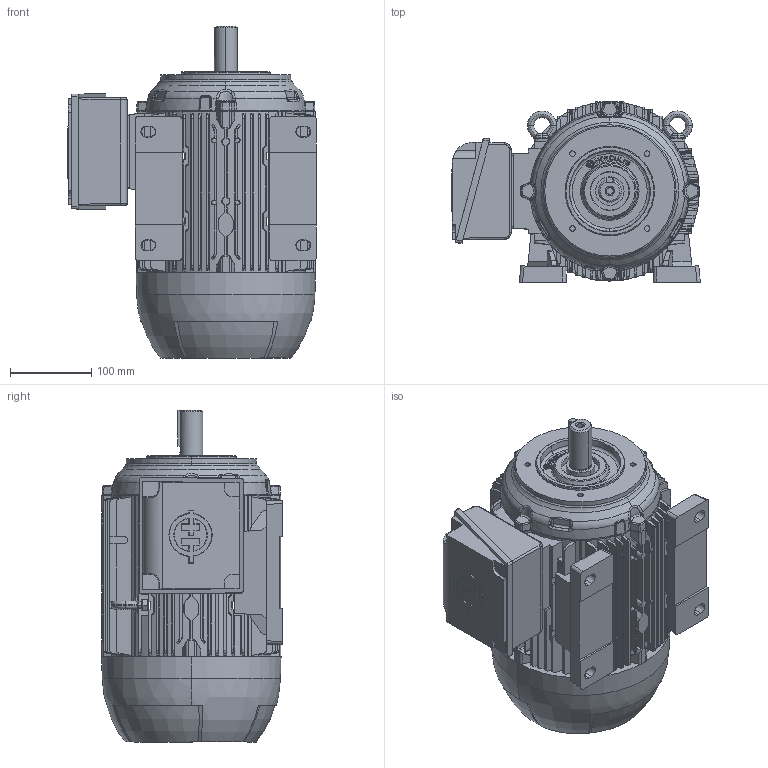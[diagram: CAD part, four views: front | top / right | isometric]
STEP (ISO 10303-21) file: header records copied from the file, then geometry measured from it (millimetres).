
FILE_DESCRIPTION (( 'STEP AP203' ), '1' );
FILE_NAME ('112S_CP_DI_RIGHT.STEP', '2022-06-28T20:05:14', ( '' ), ( '' ), 'SwSTEP 2.0', 'SolidWorks 2020', '' );
FILE_SCHEMA (( 'CONFIG_CONTROL_DESIGN' ));
Length unit declared in the file: millimetre
Products named in the file (1): 112S_CP_DI_RIGHT
Bounding box: 306.18 x 222.38 x 408.5 mm (x, y, z)
Surface area: 728512.5 mm2 (no closed solid volume)
Topology: 0 solids, 16 shells, 1739 faces, 5399 edges, 3663 vertices
Faces by surface type: plane 922, cylinder 362, cone 222, bspline 145, torus 79, sphere 9
Entity records: 67557 total; most frequent: CARTESIAN_POINT 23633, ORIENTED_EDGE 9628, DIRECTION 7936, EDGE_CURVE 5397, VERTEX_POINT 3663, VECTOR 2934, LINE 2934, AXIS2_PLACEMENT_3D 2501
